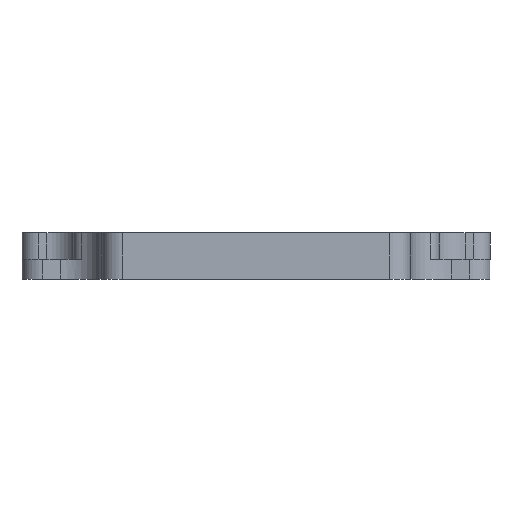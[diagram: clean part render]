
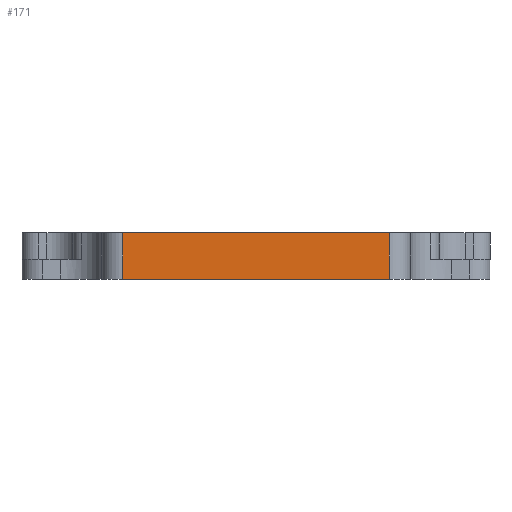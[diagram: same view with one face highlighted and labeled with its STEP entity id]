
A CAD part, left-side view. The second image highlights one B-rep face of the part: STEP entity #171.
In plain terms, the highlighted planar face has unit normal (-1, 0, 0).
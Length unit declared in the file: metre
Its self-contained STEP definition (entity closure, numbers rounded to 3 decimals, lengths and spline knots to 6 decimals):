
#171 = ADVANCED_FACE( 'NONE', ( #392 ), #393, .F. );
#392 = FACE_OUTER_BOUND( '', #651, .T. );
#393 = PLANE( '', #652 );
#651 = EDGE_LOOP( '', ( #1084, #1085, #1086, #1087 ) );
#652 = AXIS2_PLACEMENT_3D( '', #1088, #1089, #1090 );
#1084 = ORIENTED_EDGE( '', *, *, #1507, .F. );
#1085 = ORIENTED_EDGE( '', *, *, #1533, .F. );
#1086 = ORIENTED_EDGE( '', *, *, #1534, .T. );
#1087 = ORIENTED_EDGE( '', *, *, #1468, .T. );
#1088 = CARTESIAN_POINT( '', ( -0.0282, -0.0282, 0.004 ) );
#1089 = DIRECTION( '', ( 1., 0., 0. ) );
#1090 = DIRECTION( '', ( 0., 1., 0. ) );
#1468 = EDGE_CURVE( 'NONE', #1776, #1774, #1777, .T. );
#1507 = EDGE_CURVE( 'NONE', #1837, #1774, #1839, .T. );
#1533 = EDGE_CURVE( 'NONE', #1872, #1837, #1873, .T. );
#1534 = EDGE_CURVE( 'NONE', #1872, #1776, #1874, .T. );
#1774 = VERTEX_POINT( 'NONE', #2168 );
#1776 = VERTEX_POINT( 'NONE', #2170 );
#1777 = LINE( '', #2171, #2172 );
#1837 = VERTEX_POINT( 'NONE', #2241 );
#1839 = LINE( '', #2243, #2244 );
#1872 = VERTEX_POINT( 'NONE', #2285 );
#1873 = LINE( '', #2286, #2287 );
#1874 = LINE( '', #2288, #2289 );
#2168 = CARTESIAN_POINT( '', ( -0.0282, -0.016073, 0. ) );
#2170 = CARTESIAN_POINT( '', ( -0.0282, 0.016073, 0. ) );
#2171 = CARTESIAN_POINT( '', ( -0.0282, -0.0282, 0. ) );
#2172 = VECTOR( '', #2559, 1. );
#2241 = CARTESIAN_POINT( '', ( -0.0282, -0.016073, 0.0056 ) );
#2243 = CARTESIAN_POINT( '', ( -0.0282, -0.016073, 0.0056 ) );
#2244 = VECTOR( '', #2626, 1. );
#2285 = CARTESIAN_POINT( '', ( -0.0282, 0.016073, 0.0056 ) );
#2286 = CARTESIAN_POINT( '', ( -0.0282, 0.016073, 0.0056 ) );
#2287 = VECTOR( '', #2662, 1. );
#2288 = CARTESIAN_POINT( '', ( -0.0282, 0.016073, 0.0056 ) );
#2289 = VECTOR( '', #2663, 1. );
#2559 = DIRECTION( '', ( 0., -1., 0. ) );
#2626 = DIRECTION( '', ( 0., 0., -1. ) );
#2662 = DIRECTION( '', ( 0., -1., 0. ) );
#2663 = DIRECTION( '', ( 0., 0., -1. ) );
